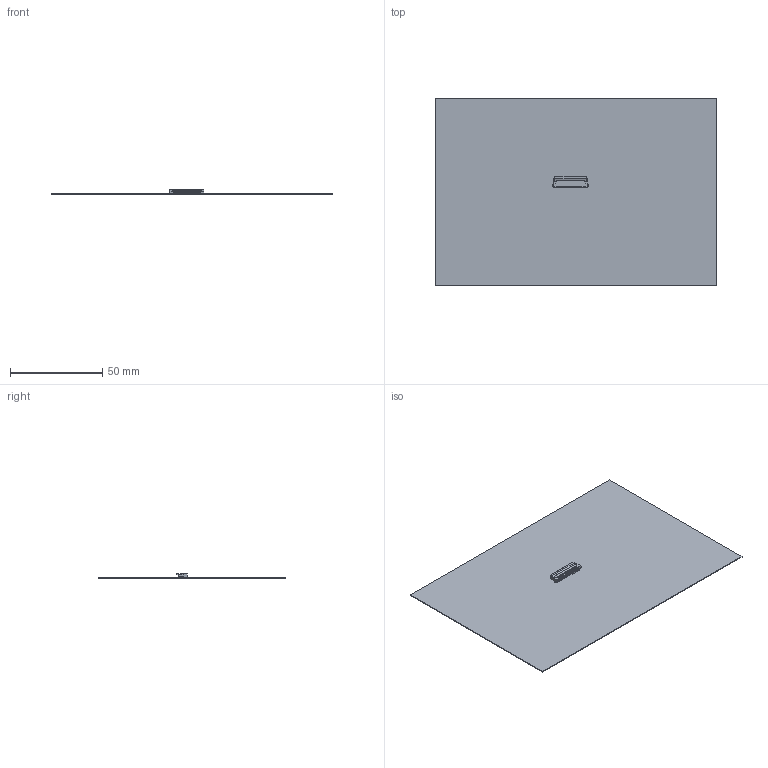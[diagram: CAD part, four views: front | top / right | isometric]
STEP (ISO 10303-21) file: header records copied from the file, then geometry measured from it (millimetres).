
FILE_DESCRIPTION(('Open CASCADE Model'),'2;1');
FILE_NAME('Open CASCADE Shape Model','2022-02-25T09:19:04',('Author'),( 'Open CASCADE'),'Open CASCADE STEP processor 6.8','Open CASCADE 6.8' ,'Unknown');
FILE_SCHEMA(('AUTOMOTIVE_DESIGN { 1 0 10303 214 1 1 1 1 }'));
Length unit declared in the file: millimetre
Products named in the file (5): PCB; Board; Open CASCADE STEP translator 6.8 1.1.1; Designator92; XF2M_3015_1A
Assembly tree (4 placements, depth 3):
  PCB
    Board
      Open CASCADE STEP translator 6.8 1.1.1
    Designator92
      XF2M_3015_1A
Bounding box: 152.4 x 101.6 x 2.41 mm (x, y, z)
Volume: 6527.2 mm3; surface area: 31764.8 mm2
Topology: 2 solids, 2 shells, 1169 faces, 3397 edges, 2264 vertices
Faces by surface type: plane 1168, cylinder 1
Entity records: 48298 total; most frequent: CARTESIAN_POINT 6835, ORIENTED_EDGE 6794, DIRECTION 5747, EDGE_CURVE 3397, LINE 3395, VECTOR 3395, VERTEX_POINT 2264, FACE_BOUND 1201
